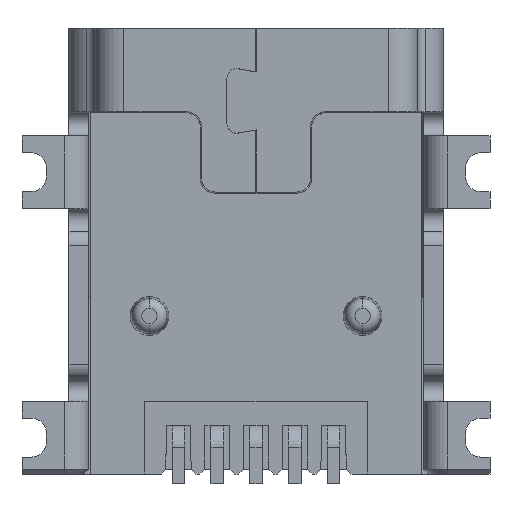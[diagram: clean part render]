
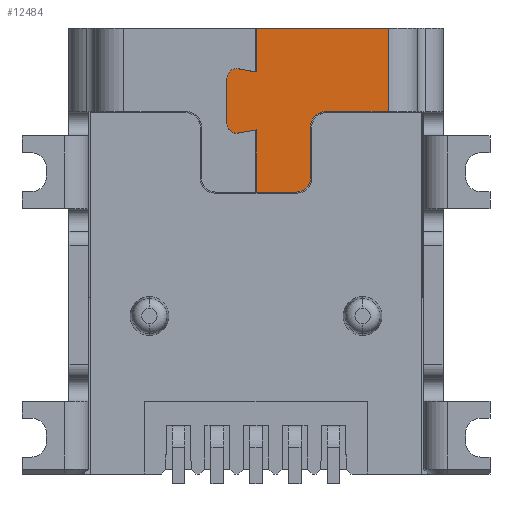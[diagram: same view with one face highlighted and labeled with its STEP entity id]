
A CAD part, front view. The second image highlights one B-rep face of the part: STEP entity #12484.
In plain terms, the highlighted planar face has unit normal (0, -1, 0).
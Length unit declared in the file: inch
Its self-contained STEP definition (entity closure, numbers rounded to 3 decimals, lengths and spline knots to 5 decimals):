
#124 = LINE ( 'NONE', #8009, #11180 ) ;
#199 = EDGE_LOOP ( 'NONE', ( #917, #306, #1175, #3140, #10510, #12250, #5765, #3094, #3251, #5557, #7237, #11392, #4653, #1883 ) ) ;
#221 = DIRECTION ( 'NONE',  ( 0., 0., 1. ) ) ;
#306 = ORIENTED_EDGE ( 'NONE', *, *, #6646, .T. ) ;
#382 = CARTESIAN_POINT ( 'NONE',  ( 0.00004, 0.00236, 0.32672 ) ) ;
#406 = VECTOR ( 'NONE', #1234, 39.37008 ) ;
#413 = DIRECTION ( 'NONE',  ( 0., -1., 0. ) ) ;
#582 = VERTEX_POINT ( 'NONE', #11438 ) ;
#603 = CIRCLE ( 'NONE', #4673, 0.01181 ) ;
#775 = DIRECTION ( 'NONE',  ( 0., 0., -1. ) ) ;
#917 = ORIENTED_EDGE ( 'NONE', *, *, #12433, .T. ) ;
#996 = EDGE_CURVE ( 'NONE', #1686, #582, #11344, .T. ) ;
#1132 = LINE ( 'NONE', #6933, #3888 ) ;
#1163 = CARTESIAN_POINT ( 'NONE',  ( 0.0563, 0.00236, 0.29449 ) ) ;
#1175 = ORIENTED_EDGE ( 'NONE', *, *, #7427, .T. ) ;
#1234 = DIRECTION ( 'NONE',  ( 1., 0., 0. ) ) ;
#1632 = CARTESIAN_POINT ( 'NONE',  ( -0.01575, 0.00236, 0.28475 ) ) ;
#1665 = FACE_OUTER_BOUND ( 'NONE', #199, .T. ) ;
#1686 = VERTEX_POINT ( 'NONE', #6917 ) ;
#1766 = EDGE_CURVE ( 'NONE', #582, #11492, #5909, .T. ) ;
#1770 = LINE ( 'NONE', #7716, #6058 ) ;
#1883 = ORIENTED_EDGE ( 'NONE', *, *, #12679, .T. ) ;
#1965 = EDGE_CURVE ( 'NONE', #10286, #9541, #1770, .T. ) ;
#1972 = DIRECTION ( 'NONE',  ( 0., 0., -1. ) ) ;
#2073 = LINE ( 'NONE', #4176, #4298 ) ;
#2132 = DIRECTION ( 'NONE',  ( 0., -1., 0. ) ) ;
#2200 = EDGE_CURVE ( 'NONE', #7174, #7139, #12026, .T. ) ;
#2520 = VERTEX_POINT ( 'NONE', #6954 ) ;
#2848 = CARTESIAN_POINT ( 'NONE',  ( 0.0563, 0.00236, 0.28268 ) ) ;
#2862 = EDGE_CURVE ( 'NONE', #13455, #13173, #11094, .T. ) ;
#2990 = DIRECTION ( 'NONE',  ( 0., 0., -1. ) ) ;
#3094 = ORIENTED_EDGE ( 'NONE', *, *, #1766, .T. ) ;
#3140 = ORIENTED_EDGE ( 'NONE', *, *, #2200, .T. ) ;
#3251 = ORIENTED_EDGE ( 'NONE', *, *, #12294, .F. ) ;
#3320 = AXIS2_PLACEMENT_3D ( 'NONE', #1632, #9102, #3896 ) ;
#3510 = CARTESIAN_POINT ( 'NONE',  ( -0.01575, 0.00236, 0.32155 ) ) ;
#3765 = EDGE_CURVE ( 'NONE', #14709, #1686, #603, .T. ) ;
#3797 = CARTESIAN_POINT ( 'NONE',  ( 0.03268, 0.00236, 0.24094 ) ) ;
#3844 = VERTEX_POINT ( 'NONE', #6443 ) ;
#3888 = VECTOR ( 'NONE', #11451, 39.37008 ) ;
#3896 = DIRECTION ( 'NONE',  ( 0., 0., -1. ) ) ;
#4176 = CARTESIAN_POINT ( 'NONE',  ( -0.02358, 0.00236, 0.22913 ) ) ;
#4236 = CARTESIAN_POINT ( 'NONE',  ( -0.02358, 0.00236, 0.22913 ) ) ;
#4298 = VECTOR ( 'NONE', #5148, 39.37008 ) ;
#4333 = VECTOR ( 'NONE', #10695, 39.37008 ) ;
#4589 = CARTESIAN_POINT ( 'NONE',  ( 0.00004, 0.00236, 0.22913 ) ) ;
#4653 = ORIENTED_EDGE ( 'NONE', *, *, #6667, .T. ) ;
#4673 = AXIS2_PLACEMENT_3D ( 'NONE', #2848, #10684, #14173 ) ;
#4924 = LINE ( 'NONE', #9509, #5723 ) ;
#4985 = DIRECTION ( 'NONE',  ( 0., 0., -1. ) ) ;
#5148 = DIRECTION ( 'NONE',  ( 1., 0., 0. ) ) ;
#5331 = VECTOR ( 'NONE', #8514, 39.37008 ) ;
#5557 = ORIENTED_EDGE ( 'NONE', *, *, #1965, .T. ) ;
#5723 = VECTOR ( 'NONE', #14014, 39.37008 ) ;
#5765 = ORIENTED_EDGE ( 'NONE', *, *, #996, .T. ) ;
#5909 = LINE ( 'NONE', #10485, #6303 ) ;
#5934 = CARTESIAN_POINT ( 'NONE',  ( 0.04449, 0.00236, 0.28268 ) ) ;
#6058 = VECTOR ( 'NONE', #2990, 39.37008 ) ;
#6303 = VECTOR ( 'NONE', #221, 39.37008 ) ;
#6443 = CARTESIAN_POINT ( 'NONE',  ( -0.02358, 0.00236, 0.28475 ) ) ;
#6646 = EDGE_CURVE ( 'NONE', #2520, #9362, #8737, .T. ) ;
#6667 = EDGE_CURVE ( 'NONE', #13173, #3844, #124, .T. ) ;
#6917 = CARTESIAN_POINT ( 'NONE',  ( 0.0563, 0.00236, 0.29449 ) ) ;
#6933 = CARTESIAN_POINT ( 'NONE',  ( -0.15213, 0.00236, 0.3622 ) ) ;
#6954 = CARTESIAN_POINT ( 'NONE',  ( 0.00004, 0.00236, 0.27958 ) ) ;
#7139 = VERTEX_POINT ( 'NONE', #14344 ) ;
#7174 = VERTEX_POINT ( 'NONE', #11220 ) ;
#7237 = ORIENTED_EDGE ( 'NONE', *, *, #13148, .T. ) ;
#7279 = CARTESIAN_POINT ( 'NONE',  ( 0.04449, 0.00236, 0.22913 ) ) ;
#7427 = EDGE_CURVE ( 'NONE', #9362, #7174, #2073, .T. ) ;
#7617 = CARTESIAN_POINT ( 'NONE',  ( -0.01507, 0.00236, 0.27698 ) ) ;
#7716 = CARTESIAN_POINT ( 'NONE',  ( 0.00004, 0.00236, 0.22913 ) ) ;
#8009 = CARTESIAN_POINT ( 'NONE',  ( -0.02358, 0.00236, 0.22913 ) ) ;
#8514 = DIRECTION ( 'NONE',  ( 0.985, 0., 0.174 ) ) ;
#8737 = LINE ( 'NONE', #11027, #14490 ) ;
#9024 = PLANE ( 'NONE',  #11521 ) ;
#9102 = DIRECTION ( 'NONE',  ( 0., -1., 0. ) ) ;
#9255 = EDGE_CURVE ( 'NONE', #7139, #14709, #11961, .T. ) ;
#9362 = VERTEX_POINT ( 'NONE', #4589 ) ;
#9417 = DIRECTION ( 'NONE',  ( 0., -1., 0. ) ) ;
#9509 = CARTESIAN_POINT ( 'NONE',  ( 0.00004, 0.00236, 0.32672 ) ) ;
#9541 = VERTEX_POINT ( 'NONE', #382 ) ;
#9777 = CIRCLE ( 'NONE', #3320, 0.00783 ) ;
#10286 = VERTEX_POINT ( 'NONE', #14529 ) ;
#10485 = CARTESIAN_POINT ( 'NONE',  ( 0.10748, 0.00236, 0.22913 ) ) ;
#10510 = ORIENTED_EDGE ( 'NONE', *, *, #9255, .T. ) ;
#10684 = DIRECTION ( 'NONE',  ( 0., 1., 0. ) ) ;
#10695 = DIRECTION ( 'NONE',  ( 0., 0., 1. ) ) ;
#11027 = CARTESIAN_POINT ( 'NONE',  ( 0.00004, 0.00236, 0.22913 ) ) ;
#11044 = CARTESIAN_POINT ( 'NONE',  ( -0.02358, 0.00236, 0.32155 ) ) ;
#11094 = CIRCLE ( 'NONE', #12980, 0.00783 ) ;
#11180 = VECTOR ( 'NONE', #14749, 39.37008 ) ;
#11220 = CARTESIAN_POINT ( 'NONE',  ( 0.03268, 0.00236, 0.22913 ) ) ;
#11344 = LINE ( 'NONE', #1163, #406 ) ;
#11347 = DIRECTION ( 'NONE',  ( 0., 0., -1. ) ) ;
#11392 = ORIENTED_EDGE ( 'NONE', *, *, #2862, .T. ) ;
#11438 = CARTESIAN_POINT ( 'NONE',  ( 0.10748, 0.00236, 0.29449 ) ) ;
#11451 = DIRECTION ( 'NONE',  ( 1., 0., 0. ) ) ;
#11492 = VERTEX_POINT ( 'NONE', #13033 ) ;
#11521 = AXIS2_PLACEMENT_3D ( 'NONE', #4236, #2132, #1972 ) ;
#11961 = LINE ( 'NONE', #7279, #4333 ) ;
#12026 = CIRCLE ( 'NONE', #13915, 0.01181 ) ;
#12072 = CARTESIAN_POINT ( 'NONE',  ( -0.01439, 0.00236, 0.27704 ) ) ;
#12250 = ORIENTED_EDGE ( 'NONE', *, *, #3765, .T. ) ;
#12294 = EDGE_CURVE ( 'NONE', #10286, #11492, #1132, .T. ) ;
#12433 = EDGE_CURVE ( 'NONE', #12493, #2520, #14143, .T. ) ;
#12484 = ADVANCED_FACE ( 'NONE', ( #1665 ), #9024, .T. ) ;
#12493 = VERTEX_POINT ( 'NONE', #7617 ) ;
#12679 = EDGE_CURVE ( 'NONE', #3844, #12493, #9777, .T. ) ;
#12980 = AXIS2_PLACEMENT_3D ( 'NONE', #3510, #9417, #11347 ) ;
#13033 = CARTESIAN_POINT ( 'NONE',  ( 0.10748, 0.00236, 0.3622 ) ) ;
#13148 = EDGE_CURVE ( 'NONE', #9541, #13455, #4924, .T. ) ;
#13173 = VERTEX_POINT ( 'NONE', #11044 ) ;
#13455 = VERTEX_POINT ( 'NONE', #14536 ) ;
#13915 = AXIS2_PLACEMENT_3D ( 'NONE', #3797, #413, #4985 ) ;
#14014 = DIRECTION ( 'NONE',  ( -0.985, 0., 0.174 ) ) ;
#14143 = LINE ( 'NONE', #12072, #5331 ) ;
#14173 = DIRECTION ( 'NONE',  ( 0., 0., -1. ) ) ;
#14344 = CARTESIAN_POINT ( 'NONE',  ( 0.04449, 0.00236, 0.24094 ) ) ;
#14490 = VECTOR ( 'NONE', #775, 39.37008 ) ;
#14529 = CARTESIAN_POINT ( 'NONE',  ( 0.00004, 0.00236, 0.3622 ) ) ;
#14536 = CARTESIAN_POINT ( 'NONE',  ( -0.01439, 0.00236, 0.32926 ) ) ;
#14709 = VERTEX_POINT ( 'NONE', #5934 ) ;
#14749 = DIRECTION ( 'NONE',  ( 0., 0., -1. ) ) ;
